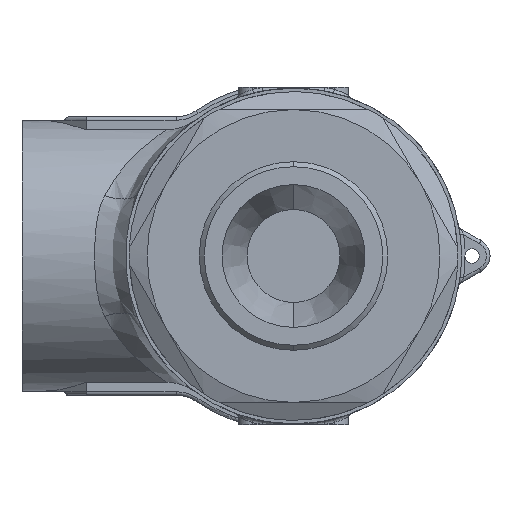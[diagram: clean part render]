
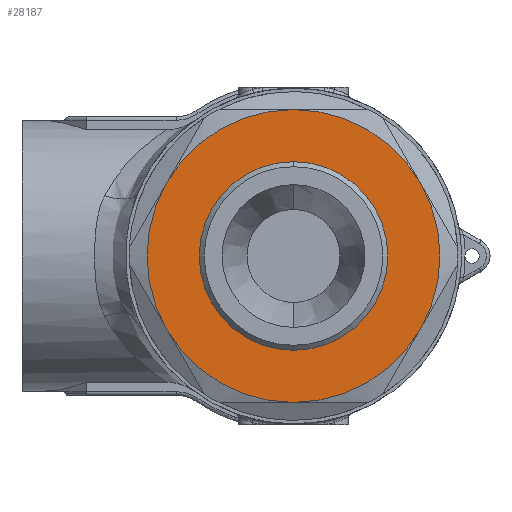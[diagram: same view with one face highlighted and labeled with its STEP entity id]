
A CAD part, front view. The second image highlights one B-rep face of the part: STEP entity #28187.
In plain terms, the highlighted planar face has unit normal (0, -1, 0).
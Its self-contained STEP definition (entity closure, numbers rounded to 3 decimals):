
#66 = AXIS2_PLACEMENT_3D ( 'NONE', #8177, #28556, #11123 ) ;
#447 = EDGE_LOOP ( 'NONE', ( #19347, #21848 ) ) ;
#2965 = CARTESIAN_POINT ( 'NONE',  ( 0., 16., 0. ) ) ;
#4776 = AXIS2_PLACEMENT_3D ( 'NONE', #8030, #28398, #10981 ) ;
#5042 = CARTESIAN_POINT ( 'NONE',  ( 0., 16., 20.5 ) ) ;
#5199 = FACE_OUTER_BOUND ( 'NONE', #6355, .T. ) ;
#5337 = CARTESIAN_POINT ( 'NONE',  ( 0., 16., 13.15 ) ) ;
#5695 = VERTEX_POINT ( 'NONE', #29145 ) ;
#5749 = DIRECTION ( 'NONE',  ( 0., 1., 0. ) ) ;
#5871 = DIRECTION ( 'NONE',  ( 0., 0., 1. ) ) ;
#6355 = EDGE_LOOP ( 'NONE', ( #14120, #28647 ) ) ;
#7158 = AXIS2_PLACEMENT_3D ( 'NONE', #23202, #5749, #26116 ) ;
#8030 = CARTESIAN_POINT ( 'NONE',  ( 0., 16., 0. ) ) ;
#8177 = CARTESIAN_POINT ( 'NONE',  ( 0., 16., 0. ) ) ;
#8238 = DIRECTION ( 'NONE',  ( 0., 0., -1. ) ) ;
#10981 = DIRECTION ( 'NONE',  ( 0., 0., 1. ) ) ;
#11123 = DIRECTION ( 'NONE',  ( 0., 0., 1. ) ) ;
#11205 = CARTESIAN_POINT ( 'NONE',  ( 0., 16., -20.5 ) ) ;
#11527 = CIRCLE ( 'NONE', #66, 13.15 ) ;
#13417 = CARTESIAN_POINT ( 'NONE',  ( 0., 16., -13.15 ) ) ;
#14120 = ORIENTED_EDGE ( 'NONE', *, *, #34064, .F. ) ;
#17724 = CIRCLE ( 'NONE', #7158, 20.5 ) ;
#17866 = EDGE_CURVE ( 'NONE', #22741, #25917, #25212, .T. ) ;
#19347 = ORIENTED_EDGE ( 'NONE', *, *, #25474, .T. ) ;
#20710 = FACE_BOUND ( 'NONE', #447, .T. ) ;
#20871 = EDGE_CURVE ( 'NONE', #29183, #5695, #11527, .T. ) ;
#21848 = ORIENTED_EDGE ( 'NONE', *, *, #20871, .T. ) ;
#22673 = PLANE ( 'NONE',  #29660 ) ;
#22741 = VERTEX_POINT ( 'NONE', #11205 ) ;
#23202 = CARTESIAN_POINT ( 'NONE',  ( 0., 16., 0. ) ) ;
#23313 = DIRECTION ( 'NONE',  ( 0., 1., 0. ) ) ;
#25212 = CIRCLE ( 'NONE', #4776, 20.5 ) ;
#25474 = EDGE_CURVE ( 'NONE', #5695, #29183, #33662, .T. ) ;
#25712 = DIRECTION ( 'NONE',  ( 0., -1., 0. ) ) ;
#25917 = VERTEX_POINT ( 'NONE', #5042 ) ;
#26116 = DIRECTION ( 'NONE',  ( 0., 0., 1. ) ) ;
#28187 = ADVANCED_FACE ( 'NONE', ( #20710, #5199 ), #22673, .T. ) ;
#28317 = AXIS2_PLACEMENT_3D ( 'NONE', #2965, #23313, #5871 ) ;
#28398 = DIRECTION ( 'NONE',  ( 0., 1., 0. ) ) ;
#28556 = DIRECTION ( 'NONE',  ( 0., 1., 0. ) ) ;
#28647 = ORIENTED_EDGE ( 'NONE', *, *, #17866, .F. ) ;
#29145 = CARTESIAN_POINT ( 'NONE',  ( 0., 16., 13.15 ) ) ;
#29183 = VERTEX_POINT ( 'NONE', #13417 ) ;
#29660 = AXIS2_PLACEMENT_3D ( 'NONE', #5337, #25712, #8238 ) ;
#33662 = CIRCLE ( 'NONE', #28317, 13.15 ) ;
#34064 = EDGE_CURVE ( 'NONE', #25917, #22741, #17724, .T. ) ;
